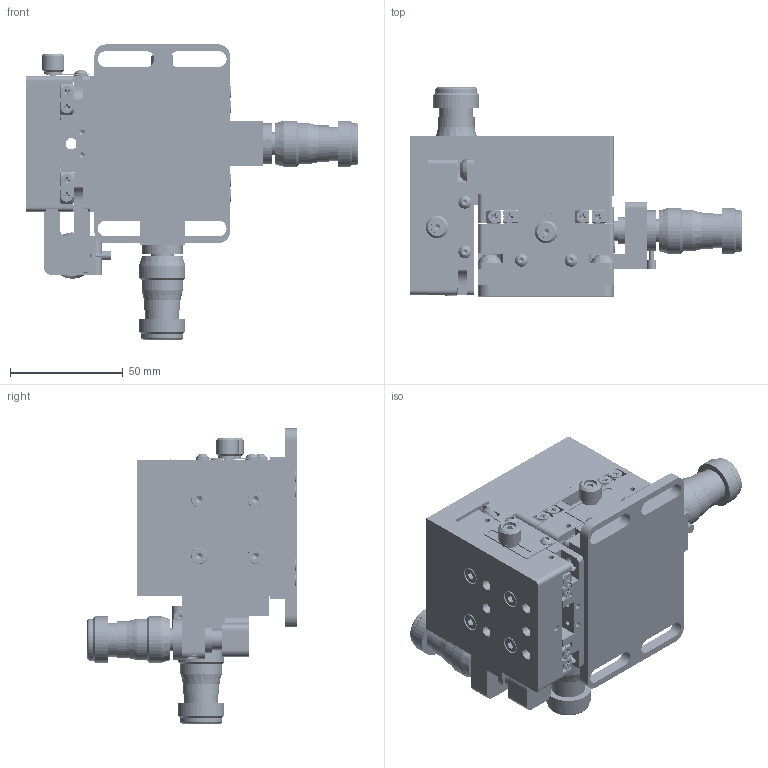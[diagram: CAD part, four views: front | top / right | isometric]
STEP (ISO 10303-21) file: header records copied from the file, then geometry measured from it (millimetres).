
FILE_DESCRIPTION (( 'STEP AP203' ), '1' );
FILE_NAME ('06FAS-3LNM.STEP', '2016-03-23T03:11:43', ( '' ), ( '' ), 'SwSTEP 2.0', 'SolidWorks 2016', '' );
FILE_SCHEMA (( 'CONFIG_CONTROL_DESIGN' ));
Products named in the file (1): 06FAS-3LNM
Bounding box: 147 x 92.7 x 130.7 mm (x, y, z)
Volume: 400015.4 mm3; surface area: 171453.1 mm2
Topology: 99 solids, 99 shells, 5170 faces, 13011 edges, 7916 vertices
Faces by surface type: plane 1847, cone 1701, cylinder 1407, torus 138, bspline 69, sphere 8
Entity records: 158703 total; most frequent: CARTESIAN_POINT 33683, DIRECTION 27558, ORIENTED_EDGE 25322, EDGE_CURVE 12661, AXIS2_PLACEMENT_3D 10635, VERTEX_POINT 7916, LINE 6288, VECTOR 6288
